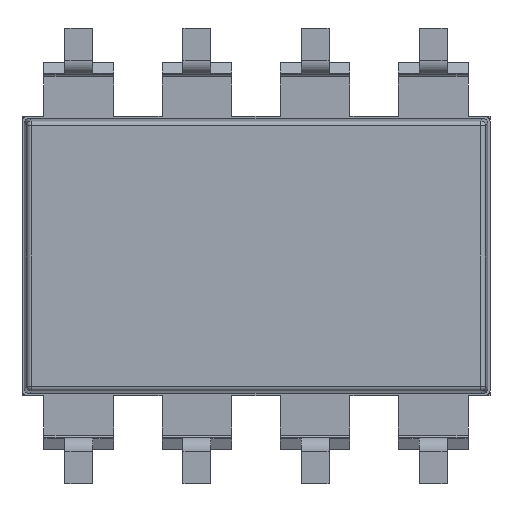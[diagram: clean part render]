
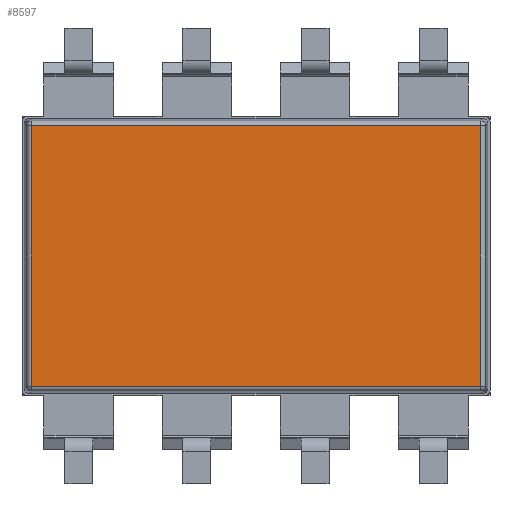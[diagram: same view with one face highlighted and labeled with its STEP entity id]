
A CAD part, front view. The second image highlights one B-rep face of the part: STEP entity #8597.
In plain terms, the highlighted planar face has unit normal (0, -1, 0).
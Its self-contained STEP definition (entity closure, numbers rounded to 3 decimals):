
#3121=DIRECTION('',(1.,0.,0.));
#3122=VECTOR('',#3121,9.663);
#3123=CARTESIAN_POINT('',(-4.831,-2.385,-5.801));
#3124=LINE('',#3123,#3122);
#3130=DIRECTION('',(0.,0.,-1.));
#3131=VECTOR('',#3130,5.603);
#3132=CARTESIAN_POINT('',(-4.831,-2.385,-0.199));
#3133=LINE('',#3132,#3131);
#3134=DIRECTION('',(1.,0.,0.));
#3135=VECTOR('',#3134,9.663);
#3136=CARTESIAN_POINT('',(-4.831,-2.385,-0.199));
#3137=LINE('',#3136,#3135);
#3138=DIRECTION('',(0.,0.,1.));
#3139=VECTOR('',#3138,5.603);
#3140=CARTESIAN_POINT('',(4.831,-2.385,-5.801));
#3141=LINE('',#3140,#3139);
#3510=CARTESIAN_POINT('',(-4.831,-2.385,-5.801));
#3511=VERTEX_POINT('',#3510);
#3512=CARTESIAN_POINT('',(-4.831,-2.385,-0.199));
#3513=VERTEX_POINT('',#3512);
#3530=CARTESIAN_POINT('',(4.831,-2.385,-0.199));
#3531=VERTEX_POINT('',#3530);
#3532=CARTESIAN_POINT('',(4.831,-2.385,-5.801));
#3533=VERTEX_POINT('',#3532);
#8583=CARTESIAN_POINT('',(-5.03,-2.385,-0.199));
#8584=DIRECTION('',(0.,-1.,0.));
#8585=DIRECTION('',(0.,0.,-1.));
#8586=AXIS2_PLACEMENT_3D('',#8583,#8584,#8585);
#8587=PLANE('',#8586);
#8589=ORIENTED_EDGE('',*,*,#8588,.F.);
#8591=ORIENTED_EDGE('',*,*,#8590,.T.);
#8593=ORIENTED_EDGE('',*,*,#8592,.F.);
#8594=ORIENTED_EDGE('',*,*,#8574,.F.);
#8595=EDGE_LOOP('',(#8589,#8591,#8593,#8594));
#8596=FACE_OUTER_BOUND('',#8595,.F.);
#8574=EDGE_CURVE('',#3511,#3533,#3124,.T.);
#8588=EDGE_CURVE('',#3513,#3511,#3133,.T.);
#8590=EDGE_CURVE('',#3513,#3531,#3137,.T.);
#8592=EDGE_CURVE('',#3533,#3531,#3141,.T.);
#8597=ADVANCED_FACE('',(#8596),#8587,.T.);
